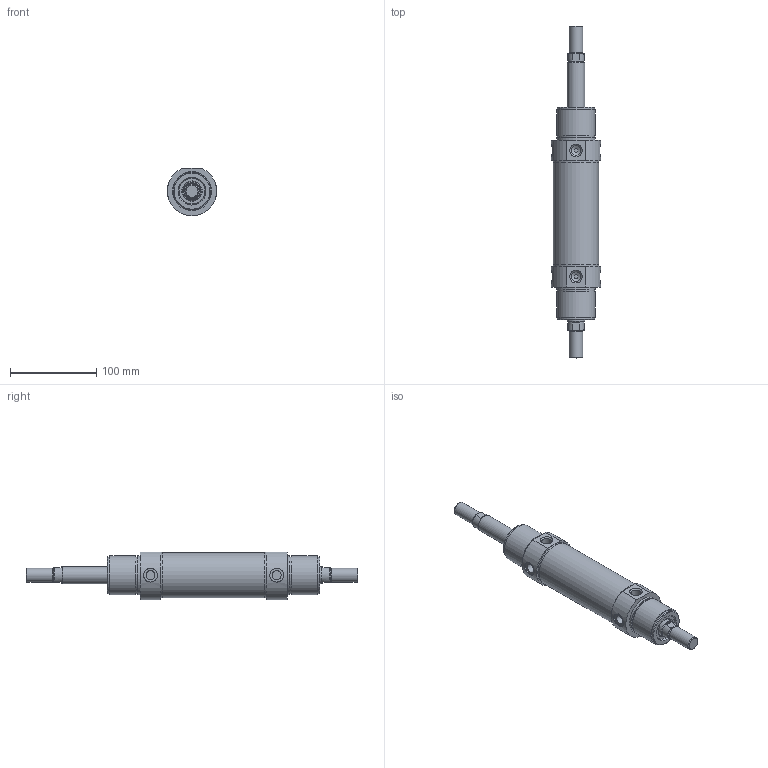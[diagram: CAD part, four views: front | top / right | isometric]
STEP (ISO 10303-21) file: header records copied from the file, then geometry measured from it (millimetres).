
FILE_DESCRIPTION((''),'2;1');
FILE_NAME('IDMP050.050.GS.M.stp','2014-07-15T11:59:56',('carlo.corazza'),(''),'Autodesk Inventor 2012','Autodesk Inventor 2012','');
FILE_SCHEMA(('AUTOMOTIVE_DESIGN { 1 0 10303 214 1 1 1 1 }'));
Length unit declared in the file: millimetre
Products named in the file (5): IDMP050..GS.M; CORPO-050; STELO-050; TA
Assembly tree (5 placements, depth 2):
  IDMP050..GS.M
    CORPO-050
    STELO-050  x2
    TA
    TA
Bounding box: 57 x 384 x 55 mm (x, y, z)
Volume: 343910.4 mm3; surface area: 104509.5 mm2
Topology: 5 solids, 9 shells, 178 faces, 348 edges, 224 vertices
Faces by surface type: plane 62, cylinder 56, cone 44, torus 16
Full cylindrical faces by diameter (mm): 5 x2, 10.376 x4, 11.445 x2, 12 x2, 16 x6, 17 x2, 19 x2, 20 x4, 20.8 x2, 20.847 x2, 22 x2, 24 x4, 30 x6, 43 x4, 45 x4, 50 x1, 52.4 x3
Entity records: 3891 total; most frequent: CARTESIAN_POINT 783, DIRECTION 646, ORIENTED_EDGE 354, AXIS2_PLACEMENT_3D 316, EDGE_LOOP 302, EDGE_CURVE 177, VERTEX_POINT 167, STYLED_ITEM 163
